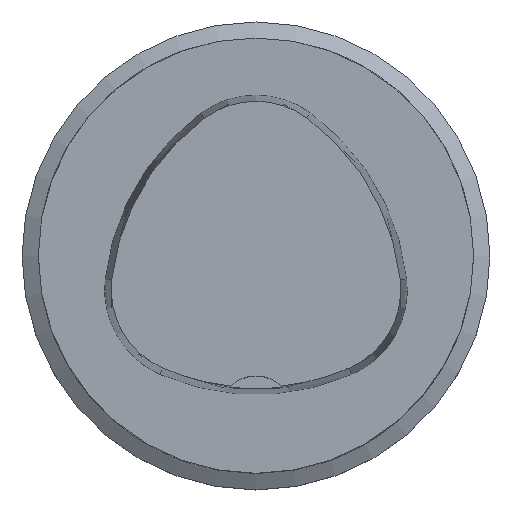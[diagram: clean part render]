
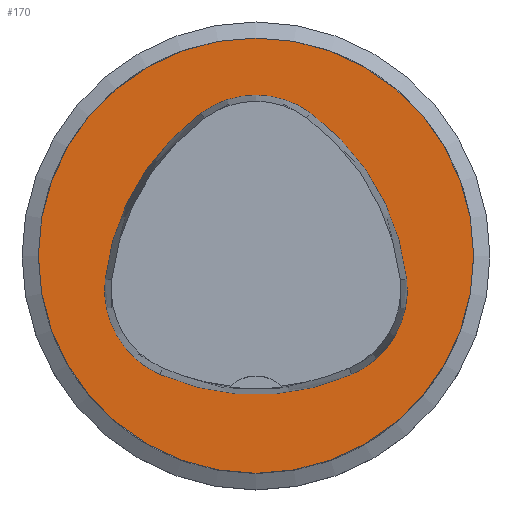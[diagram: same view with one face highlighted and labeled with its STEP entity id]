
A CAD part, top view. The second image highlights one B-rep face of the part: STEP entity #170.
In plain terms, the highlighted planar face has unit normal (0, 0, 1).
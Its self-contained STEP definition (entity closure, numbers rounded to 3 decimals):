
#107=PLANE('',#624);
#170=ADVANCED_FACE('',(#228,#229),#107,.T.);
#199=CIRCLE('',#595,40.0);
#201=CIRCLE('',#602,44.0);
#203=CIRCLE('',#605,17.0);
#205=CIRCLE('',#608,44.0);
#207=CIRCLE('',#611,17.0);
#211=CIRCLE('',#616,44.0);
#213=CIRCLE('',#619,17.0);
#228=FACE_BOUND('',#251,.T.);
#229=FACE_BOUND('',#252,.T.);
#251=EDGE_LOOP('',(#342,#343,#344,#345,#346,#347));
#252=EDGE_LOOP('',(#348));
#342=ORIENTED_EDGE('',*,*,#501,.T.);
#343=ORIENTED_EDGE('',*,*,#481,.T.);
#344=ORIENTED_EDGE('',*,*,#485,.T.);
#345=ORIENTED_EDGE('',*,*,#488,.T.);
#346=ORIENTED_EDGE('',*,*,#491,.T.);
#347=ORIENTED_EDGE('',*,*,#499,.T.);
#348=ORIENTED_EDGE('',*,*,#471,.F.);
#426=VERTEX_POINT('',#831);
#436=VERTEX_POINT('',#852);
#437=VERTEX_POINT('',#853);
#440=VERTEX_POINT('',#861);
#442=VERTEX_POINT('',#867);
#444=VERTEX_POINT('',#873);
#451=VERTEX_POINT('',#894);
#471=EDGE_CURVE('',#426,#426,#199,.T.);
#481=EDGE_CURVE('',#436,#437,#201,.T.);
#485=EDGE_CURVE('',#437,#440,#203,.T.);
#488=EDGE_CURVE('',#440,#442,#205,.T.);
#491=EDGE_CURVE('',#442,#444,#207,.T.);
#499=EDGE_CURVE('',#444,#451,#211,.T.);
#501=EDGE_CURVE('',#451,#436,#213,.T.);
#595=AXIS2_PLACEMENT_3D('',#830,#668,#669);
#602=AXIS2_PLACEMENT_3D('',#851,#686,#687);
#605=AXIS2_PLACEMENT_3D('',#860,#694,#695);
#608=AXIS2_PLACEMENT_3D('',#866,#701,#702);
#611=AXIS2_PLACEMENT_3D('',#872,#708,#709);
#616=AXIS2_PLACEMENT_3D('',#895,#720,#721);
#619=AXIS2_PLACEMENT_3D('',#898,#726,#727);
#624=AXIS2_PLACEMENT_3D('',#903,#736,#737);
#668=DIRECTION('',(0.0,0.0,-1.0));
#669=DIRECTION('',(-1.0,0.0,0.0));
#686=DIRECTION('',(0.0,0.0,-1.0));
#687=DIRECTION('',(-1.0,0.0,0.0));
#694=DIRECTION('',(0.0,0.0,-1.0));
#695=DIRECTION('',(-1.0,0.0,0.0));
#701=DIRECTION('',(0.0,0.0,-1.0));
#702=DIRECTION('',(-1.0,0.0,0.0));
#708=DIRECTION('',(0.0,0.0,-1.0));
#709=DIRECTION('',(-1.0,0.0,0.0));
#720=DIRECTION('',(0.0,0.0,-1.0));
#721=DIRECTION('',(-1.0,0.0,0.0));
#726=DIRECTION('',(0.0,0.0,-1.0));
#727=DIRECTION('',(-1.0,0.0,0.0));
#736=DIRECTION('',(0.0,0.0,1.0));
#737=DIRECTION('',(-1.0,0.0,0.0));
#830=CARTESIAN_POINT('',(0.0,0.0,0.0));
#831=CARTESIAN_POINT('',(-40.0,0.0,0.0));
#851=CARTESIAN_POINT('',(16.01,-9.224,0.0));
#852=CARTESIAN_POINT('',(-27.722,-4.378,0.0));
#853=CARTESIAN_POINT('',(-10.119,26.178,0.0));
#860=CARTESIAN_POINT('',(-0.023,12.5,0.0));
#861=CARTESIAN_POINT('',(10.049,26.194,0.0));
#866=CARTESIAN_POINT('',(-16.021,-9.25,0.0));
#867=CARTESIAN_POINT('',(27.71,-4.394,0.0));
#872=CARTESIAN_POINT('',(10.814,-6.27,0.0));
#873=CARTESIAN_POINT('',(17.611,-21.852,0.0));
#894=CARTESIAN_POINT('',(-17.652,-21.819,0.0));
#895=CARTESIAN_POINT('',(0.017,18.477,0.0));
#898=CARTESIAN_POINT('',(-10.825,-6.25,0.0));
#903=CARTESIAN_POINT('',(0.0,0.0,0.0));
